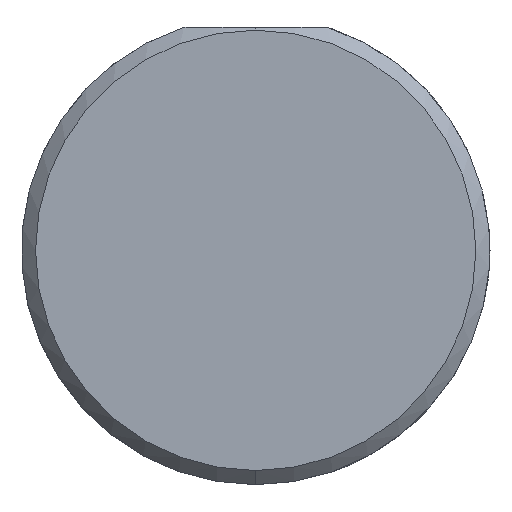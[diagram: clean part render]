
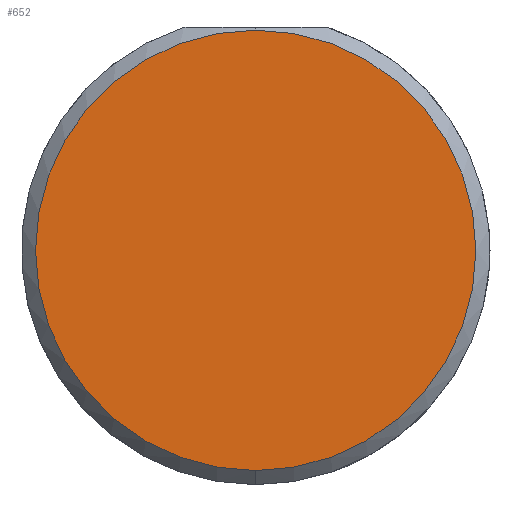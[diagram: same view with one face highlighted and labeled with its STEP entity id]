
A CAD part, left-side view. The second image highlights one B-rep face of the part: STEP entity #652.
In plain terms, the highlighted planar face has unit normal (-1, 0, 0).
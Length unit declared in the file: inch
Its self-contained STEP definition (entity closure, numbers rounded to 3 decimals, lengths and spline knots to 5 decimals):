
#35 = CARTESIAN_POINT ( 'NONE',  ( 0., 0., 0. ) ) ;
#70 = EDGE_LOOP ( 'NONE', ( #640, #717 ) ) ;
#74 = DIRECTION ( 'NONE',  ( 1., 0., 0. ) ) ;
#96 = DIRECTION ( 'NONE',  ( 0., 0., 1. ) ) ;
#146 = VERTEX_POINT ( 'NONE', #179 ) ;
#179 = CARTESIAN_POINT ( 'NONE',  ( 0., 0., -0.23485 ) ) ;
#218 = CARTESIAN_POINT ( 'NONE',  ( 0., 0., 0.23485 ) ) ;
#268 = AXIS2_PLACEMENT_3D ( 'NONE', #35, #453, #96 ) ;
#269 = CARTESIAN_POINT ( 'NONE',  ( 0., 0., 0. ) ) ;
#330 = PLANE ( 'NONE',  #744 ) ;
#367 = CARTESIAN_POINT ( 'NONE',  ( 0., 0., 0. ) ) ;
#421 = FACE_OUTER_BOUND ( 'NONE', #70, .T. ) ;
#440 = AXIS2_PLACEMENT_3D ( 'NONE', #367, #695, #645 ) ;
#453 = DIRECTION ( 'NONE',  ( -1., 0., 0. ) ) ;
#483 = EDGE_CURVE ( 'NONE', #146, #728, #683, .T. ) ;
#549 = DIRECTION ( 'NONE',  ( 0., 0., -1. ) ) ;
#640 = ORIENTED_EDGE ( 'NONE', *, *, #483, .T. ) ;
#645 = DIRECTION ( 'NONE',  ( 0., 0., 1. ) ) ;
#652 = ADVANCED_FACE ( 'NONE', ( #421 ), #330, .F. ) ;
#683 = CIRCLE ( 'NONE', #440, 0.23485 ) ;
#695 = DIRECTION ( 'NONE',  ( -1., 0., 0. ) ) ;
#697 = CIRCLE ( 'NONE', #268, 0.23485 ) ;
#716 = EDGE_CURVE ( 'NONE', #728, #146, #697, .T. ) ;
#717 = ORIENTED_EDGE ( 'NONE', *, *, #716, .T. ) ;
#728 = VERTEX_POINT ( 'NONE', #218 ) ;
#744 = AXIS2_PLACEMENT_3D ( 'NONE', #269, #74, #549 ) ;
